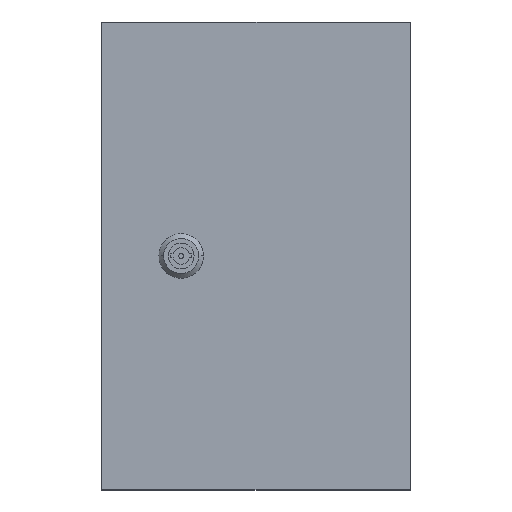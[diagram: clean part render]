
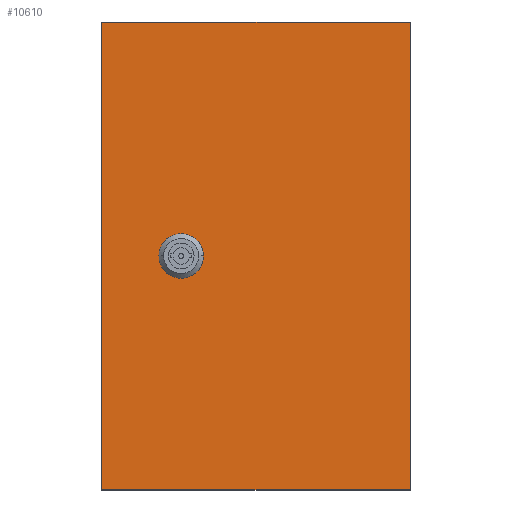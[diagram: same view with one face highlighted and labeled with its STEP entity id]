
A CAD part, top view. The second image highlights one B-rep face of the part: STEP entity #10610.
In plain terms, the highlighted planar face has unit normal (0, 0, 1).
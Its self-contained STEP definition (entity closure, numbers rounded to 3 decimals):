
#100 = VECTOR ( 'NONE', #8888, 1000. ) ;
#428 = VECTOR ( 'NONE', #4688, 1000. ) ;
#736 = DIRECTION ( 'NONE',  ( -1., 0., 0. ) ) ;
#1051 = CARTESIAN_POINT ( 'NONE',  ( 2.72, 3., 16.85 ) ) ;
#1258 = EDGE_CURVE ( 'NONE', #11474, #6806, #4952, .T. ) ;
#1561 = LINE ( 'NONE', #12159, #12609 ) ;
#1968 = ORIENTED_EDGE ( 'NONE', *, *, #8563, .T. ) ;
#2127 = ORIENTED_EDGE ( 'NONE', *, *, #12899, .T. ) ;
#2161 = VECTOR ( 'NONE', #736, 1000. ) ;
#2187 = CARTESIAN_POINT ( 'NONE',  ( 2.72, 297., 16.85 ) ) ;
#2290 = CIRCLE ( 'NONE', #9324, 14. ) ;
#2467 = EDGE_CURVE ( 'NONE', #11740, #4881, #10081, .T. ) ;
#2653 = DIRECTION ( 'NONE',  ( 1., 0., 0. ) ) ;
#2806 = LINE ( 'NONE', #7032, #428 ) ;
#2990 = ORIENTED_EDGE ( 'NONE', *, *, #13076, .T. ) ;
#3391 = DIRECTION ( 'NONE',  ( -1., 0., 0. ) ) ;
#3709 = FACE_OUTER_BOUND ( 'NONE', #10766, .T. ) ;
#3759 = CARTESIAN_POINT ( 'NONE',  ( 196.72, 297., 16.85 ) ) ;
#4118 = EDGE_LOOP ( 'NONE', ( #1968, #4758 ) ) ;
#4551 = VERTEX_POINT ( 'NONE', #13594 ) ;
#4688 = DIRECTION ( 'NONE',  ( 1., 0., 0. ) ) ;
#4720 = DIRECTION ( 'NONE',  ( 0., -1., 0. ) ) ;
#4742 = CARTESIAN_POINT ( 'NONE',  ( 2.72, 297., 16.85 ) ) ;
#4758 = ORIENTED_EDGE ( 'NONE', *, *, #1258, .T. ) ;
#4881 = VERTEX_POINT ( 'NONE', #2187 ) ;
#4952 = CIRCLE ( 'NONE', #6702, 14. ) ;
#4991 = CARTESIAN_POINT ( 'NONE',  ( 196.72, 297., 16.85 ) ) ;
#5006 = FACE_BOUND ( 'NONE', #4118, .T. ) ;
#6112 = CARTESIAN_POINT ( 'NONE',  ( 52.72, 150., 16.85 ) ) ;
#6702 = AXIS2_PLACEMENT_3D ( 'NONE', #6112, #8588, #3391 ) ;
#6806 = VERTEX_POINT ( 'NONE', #8132 ) ;
#6869 = VERTEX_POINT ( 'NONE', #1051 ) ;
#6880 = DIRECTION ( 'NONE',  ( -1., 0., 0. ) ) ;
#6967 = ORIENTED_EDGE ( 'NONE', *, *, #2467, .T. ) ;
#7032 = CARTESIAN_POINT ( 'NONE',  ( 2.72, 3., 16.85 ) ) ;
#7830 = AXIS2_PLACEMENT_3D ( 'NONE', #12252, #8964, #2653 ) ;
#8132 = CARTESIAN_POINT ( 'NONE',  ( 38.72, 150., 16.85 ) ) ;
#8563 = EDGE_CURVE ( 'NONE', #6806, #11474, #2290, .T. ) ;
#8588 = DIRECTION ( 'NONE',  ( 0., 0., -1. ) ) ;
#8888 = DIRECTION ( 'NONE',  ( 0., 1., 0. ) ) ;
#8964 = DIRECTION ( 'NONE',  ( 0., 0., 1. ) ) ;
#9324 = AXIS2_PLACEMENT_3D ( 'NONE', #10144, #10213, #6880 ) ;
#10081 = LINE ( 'NONE', #4742, #2161 ) ;
#10144 = CARTESIAN_POINT ( 'NONE',  ( 52.72, 150., 16.85 ) ) ;
#10213 = DIRECTION ( 'NONE',  ( 0., 0., -1. ) ) ;
#10610 = ADVANCED_FACE ( 'NONE', ( #5006, #3709 ), #12323, .T. ) ;
#10766 = EDGE_LOOP ( 'NONE', ( #2127, #2990, #11598, #6967 ) ) ;
#10792 = EDGE_CURVE ( 'NONE', #4551, #11740, #13262, .T. ) ;
#11474 = VERTEX_POINT ( 'NONE', #12516 ) ;
#11598 = ORIENTED_EDGE ( 'NONE', *, *, #10792, .T. ) ;
#11740 = VERTEX_POINT ( 'NONE', #3759 ) ;
#12159 = CARTESIAN_POINT ( 'NONE',  ( 2.72, 297., 16.85 ) ) ;
#12252 = CARTESIAN_POINT ( 'NONE',  ( 0., 0., 16.85 ) ) ;
#12323 = PLANE ( 'NONE',  #7830 ) ;
#12516 = CARTESIAN_POINT ( 'NONE',  ( 66.72, 150., 16.85 ) ) ;
#12609 = VECTOR ( 'NONE', #4720, 1000. ) ;
#12899 = EDGE_CURVE ( 'NONE', #4881, #6869, #1561, .T. ) ;
#13076 = EDGE_CURVE ( 'NONE', #6869, #4551, #2806, .T. ) ;
#13262 = LINE ( 'NONE', #4991, #100 ) ;
#13594 = CARTESIAN_POINT ( 'NONE',  ( 196.72, 3., 16.85 ) ) ;
